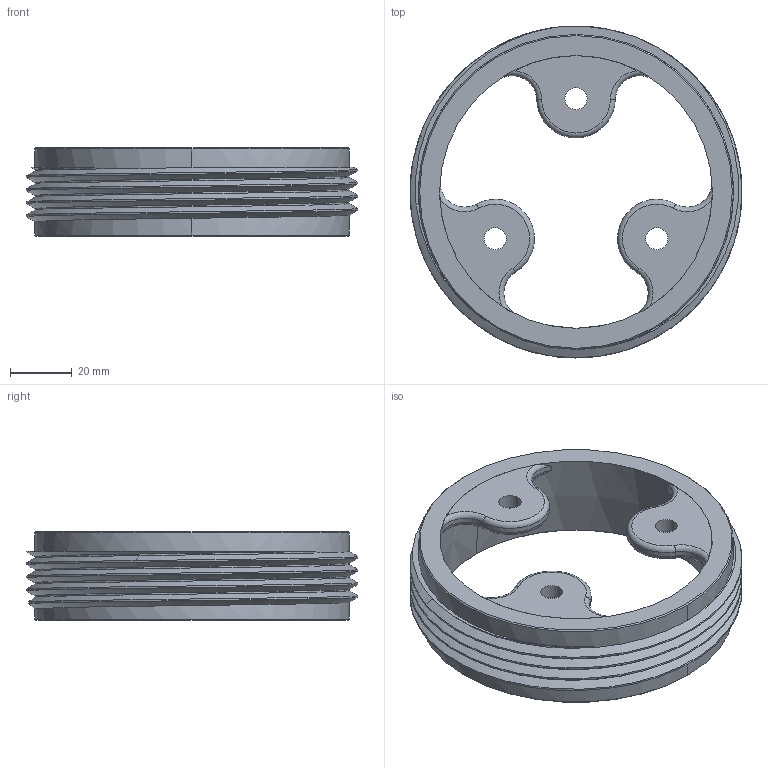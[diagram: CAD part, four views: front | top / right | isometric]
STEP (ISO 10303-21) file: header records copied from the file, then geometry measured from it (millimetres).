
FILE_DESCRIPTION((''),'2;1');
FILE_NAME('B03983_03500007','2018-02-19T',('sobrien2'),(''),'CREO PARAMETRIC BY PTC INC, 2015290','CREO PARAMETRIC BY PTC INC, 2015290','');
FILE_SCHEMA(('CONFIG_CONTROL_DESIGN'));
Length unit declared in the file: inch
Products named in the file (1): B03983_03500007
Bounding box: 107.23 x 107.24 x 28.57 mm (x, y, z)
Volume: 68331.7 mm3; surface area: 30888.8 mm2
Topology: 4 solids, 4 shells, 70 faces, 164 edges, 102 vertices
Faces by surface type: cylinder 28, torus 18, plane 10, cone 8, bspline 6
Entity records: 3903 total; most frequent: CARTESIAN_POINT 2273, DIRECTION 334, ORIENTED_EDGE 328, EDGE_CURVE 164, AXIS2_PLACEMENT_3D 146, VERTEX_POINT 102, CIRCLE 82, EDGE_LOOP 78
